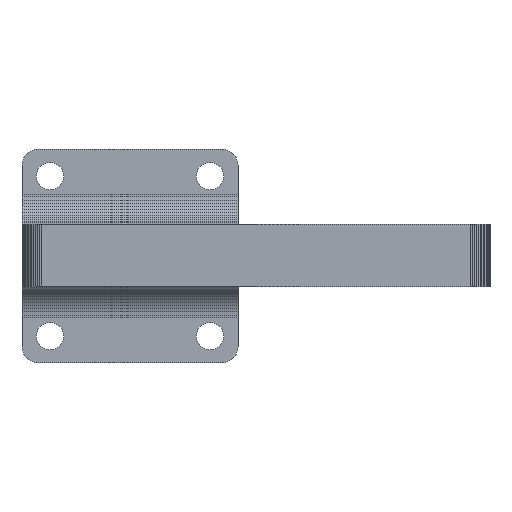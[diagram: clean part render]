
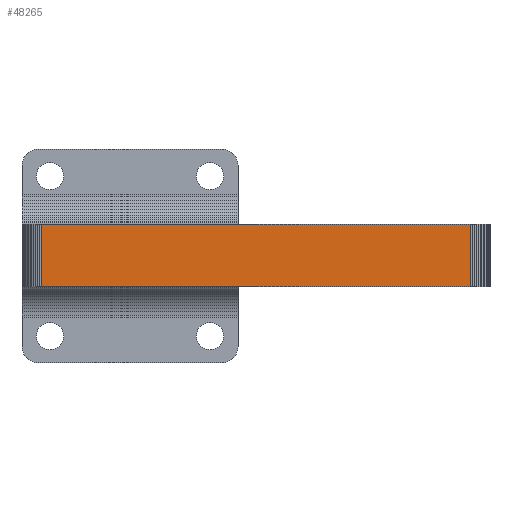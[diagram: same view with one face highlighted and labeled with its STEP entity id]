
A CAD part, left-side view. The second image highlights one B-rep face of the part: STEP entity #48265.
In plain terms, the highlighted planar face has unit normal (-1, 0, 0).
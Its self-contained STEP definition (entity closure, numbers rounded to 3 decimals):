
#32 = PLANE('',#33);
#33 = AXIS2_PLACEMENT_3D('',#34,#35,#36);
#34 = CARTESIAN_POINT('',(-10.79,-19.334,
    -8.55));
#35 = DIRECTION('',(0.,0.,1.));
#36 = DIRECTION('',(1.,0.,0.));
#617 = VERTEX_POINT('',#618);
#618 = CARTESIAN_POINT('',(-32.55,11.,-8.55));
#632 = PLANE('',#633);
#633 = AXIS2_PLACEMENT_3D('',#634,#635,#636);
#634 = CARTESIAN_POINT('',(-32.543,11.131,
    -12.45));
#635 = DIRECTION('',(-0.999,0.052,
    0.));
#636 = DIRECTION('',(-0.052,-0.999,0.));
#644 = EDGE_CURVE('',#617,#645,#647,.T.);
#645 = VERTEX_POINT('',#646);
#646 = CARTESIAN_POINT('',(-32.55,-42.5,-8.55));
#647 = SURFACE_CURVE('',#648,(#652,#659),.PCURVE_S1.);
#648 = LINE('',#649,#650);
#649 = CARTESIAN_POINT('',(-32.55,11.,-8.55));
#650 = VECTOR('',#651,1.);
#651 = DIRECTION('',(0.,-1.,0.));
#652 = PCURVE('',#32,#653);
#653 = DEFINITIONAL_REPRESENTATION('',(#654),#658);
#654 = LINE('',#655,#656);
#655 = CARTESIAN_POINT('',(-21.76,30.334));
#656 = VECTOR('',#657,1.);
#657 = DIRECTION('',(0.,-1.));
#658 = ( GEOMETRIC_REPRESENTATION_CONTEXT(2) 
PARAMETRIC_REPRESENTATION_CONTEXT() REPRESENTATION_CONTEXT('2D SPACE',''
  ) );
#659 = PCURVE('',#660,#665);
#660 = PLANE('',#661);
#661 = AXIS2_PLACEMENT_3D('',#662,#663,#664);
#662 = CARTESIAN_POINT('',(-32.55,-15.75,-12.45));
#663 = DIRECTION('',(-1.,-0.,-0.));
#664 = DIRECTION('',(0.,0.,-1.));
#665 = DEFINITIONAL_REPRESENTATION('',(#666),#670);
#666 = LINE('',#667,#668);
#667 = CARTESIAN_POINT('',(-3.9,-26.75));
#668 = VECTOR('',#669,1.);
#669 = DIRECTION('',(0.,1.));
#670 = ( GEOMETRIC_REPRESENTATION_CONTEXT(2) 
PARAMETRIC_REPRESENTATION_CONTEXT() REPRESENTATION_CONTEXT('2D SPACE',''
  ) );
#688 = PLANE('',#689);
#689 = AXIS2_PLACEMENT_3D('',#690,#691,#692);
#690 = CARTESIAN_POINT('',(-32.543,-42.631,
    -12.45));
#691 = DIRECTION('',(-0.999,-0.052,
    0.));
#692 = DIRECTION('',(0.052,-0.999,0.));
#15260 = PLANE('',#15261);
#15261 = AXIS2_PLACEMENT_3D('',#15262,#15263,#15264);
#15262 = CARTESIAN_POINT('',(-10.847,-19.391,
    -16.35));
#15263 = DIRECTION('',(0.,0.,-1.));
#15264 = DIRECTION('',(-1.,0.,0.));
#21156 = EDGE_CURVE('',#21157,#21159,#21161,.T.);
#21157 = VERTEX_POINT('',#21158);
#21158 = CARTESIAN_POINT('',(-32.55,-42.5,-16.35));
#21159 = VERTEX_POINT('',#21160);
#21160 = CARTESIAN_POINT('',(-32.55,11.,-16.35));
#21161 = SURFACE_CURVE('',#21162,(#21166,#21173),.PCURVE_S1.);
#21162 = LINE('',#21163,#21164);
#21163 = CARTESIAN_POINT('',(-32.55,-42.5,-16.35));
#21164 = VECTOR('',#21165,1.);
#21165 = DIRECTION('',(0.,1.,0.));
#21166 = PCURVE('',#15260,#21167);
#21167 = DEFINITIONAL_REPRESENTATION('',(#21168),#21172);
#21168 = LINE('',#21169,#21170);
#21169 = CARTESIAN_POINT('',(21.703,-23.109));
#21170 = VECTOR('',#21171,1.);
#21171 = DIRECTION('',(0.,1.));
#21172 = ( GEOMETRIC_REPRESENTATION_CONTEXT(2) 
PARAMETRIC_REPRESENTATION_CONTEXT() REPRESENTATION_CONTEXT('2D SPACE',''
  ) );
#21173 = PCURVE('',#660,#21174);
#21174 = DEFINITIONAL_REPRESENTATION('',(#21175),#21179);
#21175 = LINE('',#21176,#21177);
#21176 = CARTESIAN_POINT('',(3.9,26.75));
#21177 = VECTOR('',#21178,1.);
#21178 = DIRECTION('',(0.,-1.));
#21179 = ( GEOMETRIC_REPRESENTATION_CONTEXT(2) 
PARAMETRIC_REPRESENTATION_CONTEXT() REPRESENTATION_CONTEXT('2D SPACE',''
  ) );
#48244 = EDGE_CURVE('',#21159,#617,#48245,.T.);
#48245 = SURFACE_CURVE('',#48246,(#48250,#48257),.PCURVE_S1.);
#48246 = LINE('',#48247,#48248);
#48247 = CARTESIAN_POINT('',(-32.55,11.,-16.35));
#48248 = VECTOR('',#48249,1.);
#48249 = DIRECTION('',(0.,0.,1.));
#48250 = PCURVE('',#632,#48251);
#48251 = DEFINITIONAL_REPRESENTATION('',(#48252),#48256);
#48252 = LINE('',#48253,#48254);
#48253 = CARTESIAN_POINT('',(0.131,-3.9));
#48254 = VECTOR('',#48255,1.);
#48255 = DIRECTION('',(0.,1.));
#48256 = ( GEOMETRIC_REPRESENTATION_CONTEXT(2) 
PARAMETRIC_REPRESENTATION_CONTEXT() REPRESENTATION_CONTEXT('2D SPACE',''
  ) );
#48257 = PCURVE('',#660,#48258);
#48258 = DEFINITIONAL_REPRESENTATION('',(#48259),#48263);
#48259 = LINE('',#48260,#48261);
#48260 = CARTESIAN_POINT('',(3.9,-26.75));
#48261 = VECTOR('',#48262,1.);
#48262 = DIRECTION('',(-1.,0.));
#48263 = ( GEOMETRIC_REPRESENTATION_CONTEXT(2) 
PARAMETRIC_REPRESENTATION_CONTEXT() REPRESENTATION_CONTEXT('2D SPACE',''
  ) );
#48265 = ADVANCED_FACE('',(#48266),#660,.T.);
#48266 = FACE_BOUND('',#48267,.T.);
#48267 = EDGE_LOOP('',(#48268,#48269,#48270,#48291));
#48268 = ORIENTED_EDGE('',*,*,#48244,.F.);
#48269 = ORIENTED_EDGE('',*,*,#21156,.F.);
#48270 = ORIENTED_EDGE('',*,*,#48271,.T.);
#48271 = EDGE_CURVE('',#21157,#645,#48272,.T.);
#48272 = SURFACE_CURVE('',#48273,(#48277,#48284),.PCURVE_S1.);
#48273 = LINE('',#48274,#48275);
#48274 = CARTESIAN_POINT('',(-32.55,-42.5,-16.35));
#48275 = VECTOR('',#48276,1.);
#48276 = DIRECTION('',(0.,0.,1.));
#48277 = PCURVE('',#660,#48278);
#48278 = DEFINITIONAL_REPRESENTATION('',(#48279),#48283);
#48279 = LINE('',#48280,#48281);
#48280 = CARTESIAN_POINT('',(3.9,26.75));
#48281 = VECTOR('',#48282,1.);
#48282 = DIRECTION('',(-1.,0.));
#48283 = ( GEOMETRIC_REPRESENTATION_CONTEXT(2) 
PARAMETRIC_REPRESENTATION_CONTEXT() REPRESENTATION_CONTEXT('2D SPACE',''
  ) );
#48284 = PCURVE('',#688,#48285);
#48285 = DEFINITIONAL_REPRESENTATION('',(#48286),#48290);
#48286 = LINE('',#48287,#48288);
#48287 = CARTESIAN_POINT('',(-0.131,-3.9));
#48288 = VECTOR('',#48289,1.);
#48289 = DIRECTION('',(0.,1.));
#48290 = ( GEOMETRIC_REPRESENTATION_CONTEXT(2) 
PARAMETRIC_REPRESENTATION_CONTEXT() REPRESENTATION_CONTEXT('2D SPACE',''
  ) );
#48291 = ORIENTED_EDGE('',*,*,#644,.F.);
